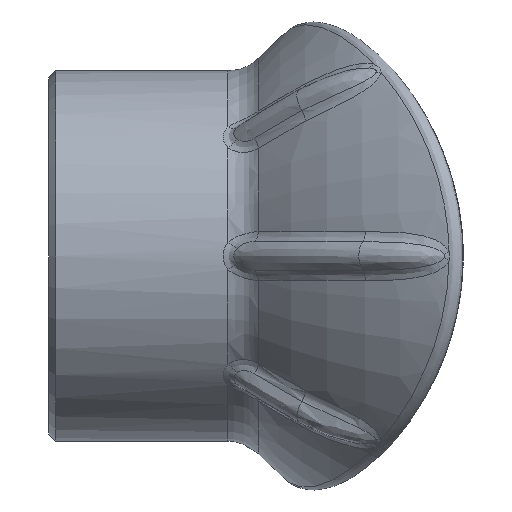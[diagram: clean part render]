
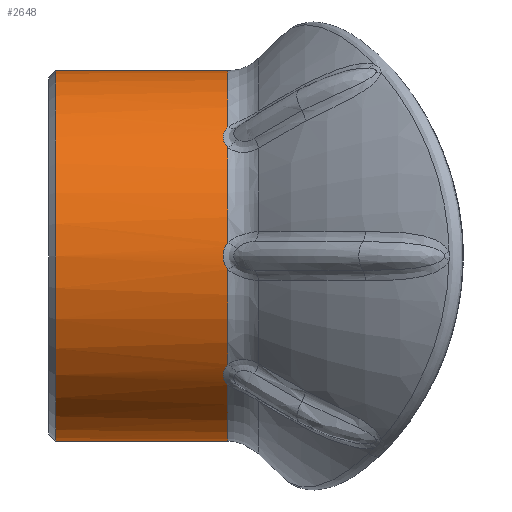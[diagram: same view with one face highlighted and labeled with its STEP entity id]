
A CAD part, front view. The second image highlights one B-rep face of the part: STEP entity #2648.
In plain terms, the highlighted cylindrical face has radius 16.6 mm (diameter 33.2 mm), a partial arc.
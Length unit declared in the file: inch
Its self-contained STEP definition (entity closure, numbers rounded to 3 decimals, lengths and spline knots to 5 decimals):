
#50 = EDGE_CURVE ( 'NONE', #4707, #3387, #238, .T. ) ;
#229 = CARTESIAN_POINT ( 'NONE',  ( 0.26682, -0.51145, -0.40689 ) ) ;
#238 = B_SPLINE_CURVE_WITH_KNOTS ( 'NONE', 3,
 ( #5213, #1847, #4656, #1720, #5901, #2421, #6595, #300, #7996, #3127, #8696, #3831 ),
 .UNSPECIFIED., .F., .F.,
 ( 4, 2, 2, 2, 2, 4 ),
 ( 0., 0.00066, 0.00099, 0.00132, 0.00198, 0.00264 ),
 .UNSPECIFIED. ) ;
#300 = CARTESIAN_POINT ( 'NONE',  ( 0.26489, -0.49502, 0.42678 ) ) ;
#543 = CARTESIAN_POINT ( 'NONE',  ( 0.2725, -0.65273, 0.03353 ) ) ;
#819 = LINE ( 'NONE', #4288, #7803 ) ;
#822 = DIRECTION ( 'NONE',  ( -1., 0., 0. ) ) ;
#934 = CARTESIAN_POINT ( 'NONE',  ( 0.27242, -0.52147, -0.39402 ) ) ;
#944 = DIRECTION ( 'NONE',  ( -1., 0., 0. ) ) ;
#973 = CARTESIAN_POINT ( 'NONE',  ( 0.28199, 0., 0. ) ) ;
#1067 = B_SPLINE_CURVE_WITH_KNOTS ( 'NONE', 3,
 ( #2318, #7191, #3022, #7887, #3726, #8595, #4426, #229, #5138, #934, #5827, #1648 ),
 .UNSPECIFIED., .F., .F.,
 ( 4, 2, 2, 2, 2, 4 ),
 ( 0., 0.00065, 0.00131, 0.00164, 0.00196, 0.00262 ),
 .UNSPECIFIED. ) ;
#1253 = CARTESIAN_POINT ( 'NONE',  ( 0.28199, -0.65178, 0.04792 ) ) ;
#1370 = CIRCLE ( 'NONE', #6654, 0.65354 ) ;
#1437 = ORIENTED_EDGE ( 'NONE', *, *, #2683, .T. ) ;
#1582 = CARTESIAN_POINT ( 'NONE',  ( -0.325, 0., -0.65354 ) ) ;
#1593 = CYLINDRICAL_SURFACE ( 'NONE', #7372, 0.65354 ) ;
#1648 = CARTESIAN_POINT ( 'NONE',  ( 0.28199, -0.5301, -0.38225 ) ) ;
#1682 = DIRECTION ( 'NONE',  ( 0., 1., 0. ) ) ;
#1720 = CARTESIAN_POINT ( 'NONE',  ( 0.26796, -0.51402, 0.40364 ) ) ;
#1806 = EDGE_CURVE ( 'NONE', #2766, #2504, #819, .T. ) ;
#1807 = FACE_OUTER_BOUND ( 'NONE', #4040, .T. ) ;
#1828 = VERTEX_POINT ( 'NONE', #6409 ) ;
#1847 = CARTESIAN_POINT ( 'NONE',  ( 0.27675, -0.52603, 0.3879 ) ) ;
#1894 = VECTOR ( 'NONE', #2518, 39.37008 ) ;
#1931 = VERTEX_POINT ( 'NONE', #2458 ) ;
#2013 = CARTESIAN_POINT ( 'NONE',  ( -0.325, 0., 0. ) ) ;
#2277 = AXIS2_PLACEMENT_3D ( 'NONE', #2013, #6888, #2710 ) ;
#2278 = DIRECTION ( 'NONE',  ( -1., 0., 0. ) ) ;
#2318 = CARTESIAN_POINT ( 'NONE',  ( 0.28199, -0.46849, -0.45567 ) ) ;
#2421 = CARTESIAN_POINT ( 'NONE',  ( 0.26527, -0.50613, 0.41349 ) ) ;
#2458 = CARTESIAN_POINT ( 'NONE',  ( 0.28199, -0.65178, 0.04792 ) ) ;
#2504 = VERTEX_POINT ( 'NONE', #5811 ) ;
#2518 = DIRECTION ( 'NONE',  ( -1., 0., 0. ) ) ;
#2622 = CARTESIAN_POINT ( 'NONE',  ( 0.27242, -0.65274, -0.03336 ) ) ;
#2648 = ADVANCED_FACE ( 'NONE', ( #1807 ), #1593, .T. ) ;
#2683 = EDGE_CURVE ( 'NONE', #5762, #6974, #3460, .T. ) ;
#2710 = DIRECTION ( 'NONE',  ( 0., 0., -1. ) ) ;
#2732 = VERTEX_POINT ( 'NONE', #3060 ) ;
#2766 = VERTEX_POINT ( 'NONE', #6557 ) ;
#3022 = CARTESIAN_POINT ( 'NONE',  ( 0.2725, -0.47847, -0.44525 ) ) ;
#3060 = CARTESIAN_POINT ( 'NONE',  ( 0.28199, -0.65178, -0.04792 ) ) ;
#3122 = ORIENTED_EDGE ( 'NONE', *, *, #50, .T. ) ;
#3127 = CARTESIAN_POINT ( 'NONE',  ( 0.2725, -0.47847, 0.44525 ) ) ;
#3239 = EDGE_CURVE ( 'NONE', #6974, #1828, #1067, .T. ) ;
#3302 = DIRECTION ( 'NONE',  ( -1., 0., 0. ) ) ;
#3337 = CARTESIAN_POINT ( 'NONE',  ( 0.26682, -0.65333, -0.01706 ) ) ;
#3369 = DIRECTION ( 'NONE',  ( -1., 0., 0. ) ) ;
#3387 = VERTEX_POINT ( 'NONE', #6733 ) ;
#3413 = CIRCLE ( 'NONE', #2277, 0.65354 ) ;
#3460 = CIRCLE ( 'NONE', #6915, 0.65354 ) ;
#3726 = CARTESIAN_POINT ( 'NONE',  ( 0.26489, -0.49502, -0.42678 ) ) ;
#3753 = LINE ( 'NONE', #4633, #1894 ) ;
#3831 = CARTESIAN_POINT ( 'NONE',  ( 0.28199, -0.46849, 0.45567 ) ) ;
#4027 = CARTESIAN_POINT ( 'NONE',  ( 0.26487, -0.65354, -0.0042 ) ) ;
#4040 = EDGE_LOOP ( 'NONE', ( #6446, #1437, #6303, #5928, #8957, #4919, #3122, #5116, #8285, #5522 ) ) ;
#4271 = EDGE_CURVE ( 'NONE', #1828, #2732, #1370, .T. ) ;
#4288 = CARTESIAN_POINT ( 'NONE',  ( 0., 0., 0.65354 ) ) ;
#4426 = CARTESIAN_POINT ( 'NONE',  ( 0.26527, -0.50613, -0.41349 ) ) ;
#4438 = EDGE_CURVE ( 'NONE', #2732, #1931, #5001, .T. ) ;
#4440 = EDGE_CURVE ( 'NONE', #3387, #2766, #5088, .T. ) ;
#4633 = CARTESIAN_POINT ( 'NONE',  ( 0., 0., -0.65354 ) ) ;
#4656 = CARTESIAN_POINT ( 'NONE',  ( 0.27242, -0.52147, 0.39402 ) ) ;
#4707 = VERTEX_POINT ( 'NONE', #8647 ) ;
#4709 = CARTESIAN_POINT ( 'NONE',  ( 0.28199, -0.65178, -0.04792 ) ) ;
#4738 = EDGE_CURVE ( 'NONE', #2504, #5150, #3413, .T. ) ;
#4741 = CARTESIAN_POINT ( 'NONE',  ( 0.26649, -0.65337, 0.01726 ) ) ;
#4919 = ORIENTED_EDGE ( 'NONE', *, *, #5096, .T. ) ;
#5001 = B_SPLINE_CURVE_WITH_KNOTS ( 'NONE', 3,
 ( #4709, #5352, #2622, #7494, #3337, #8205, #4027, #8900, #4741, #543, #5444, #1253 ),
 .UNSPECIFIED., .F., .F.,
 ( 4, 2, 2, 2, 2, 4 ),
 ( 0., 0.00066, 0.00099, 0.00132, 0.00198, 0.00264 ),
 .UNSPECIFIED. ) ;
#5088 = CIRCLE ( 'NONE', #8529, 0.65354 ) ;
#5096 = EDGE_CURVE ( 'NONE', #1931, #4707, #8736, .T. ) ;
#5116 = ORIENTED_EDGE ( 'NONE', *, *, #4440, .T. ) ;
#5138 = CARTESIAN_POINT ( 'NONE',  ( 0.26796, -0.51402, -0.40364 ) ) ;
#5146 = CARTESIAN_POINT ( 'NONE',  ( 0., 0., 0. ) ) ;
#5150 = VERTEX_POINT ( 'NONE', #1582 ) ;
#5213 = CARTESIAN_POINT ( 'NONE',  ( 0.28199, -0.5301, 0.38225 ) ) ;
#5352 = CARTESIAN_POINT ( 'NONE',  ( 0.27675, -0.65229, -0.04098 ) ) ;
#5444 = CARTESIAN_POINT ( 'NONE',  ( 0.27676, -0.65229, 0.04099 ) ) ;
#5522 = ORIENTED_EDGE ( 'NONE', *, *, #4738, .T. ) ;
#5681 = EDGE_CURVE ( 'NONE', #5762, #5150, #3753, .T. ) ;
#5762 = VERTEX_POINT ( 'NONE', #7417 ) ;
#5811 = CARTESIAN_POINT ( 'NONE',  ( -0.325, 0., 0.65354 ) ) ;
#5827 = CARTESIAN_POINT ( 'NONE',  ( 0.27675, -0.52603, -0.3879 ) ) ;
#5865 = DIRECTION ( 'NONE',  ( -1., 0., 0. ) ) ;
#5901 = CARTESIAN_POINT ( 'NONE',  ( 0.26682, -0.51145, 0.40689 ) ) ;
#5928 = ORIENTED_EDGE ( 'NONE', *, *, #4271, .T. ) ;
#6303 = ORIENTED_EDGE ( 'NONE', *, *, #3239, .T. ) ;
#6409 = CARTESIAN_POINT ( 'NONE',  ( 0.28199, -0.5301, -0.38225 ) ) ;
#6446 = ORIENTED_EDGE ( 'NONE', *, *, #5681, .F. ) ;
#6451 = CARTESIAN_POINT ( 'NONE',  ( 0.28199, 0., 0. ) ) ;
#6557 = CARTESIAN_POINT ( 'NONE',  ( 0.28199, 0., 0.65354 ) ) ;
#6595 = CARTESIAN_POINT ( 'NONE',  ( 0.26487, -0.50335, 0.41687 ) ) ;
#6654 = AXIS2_PLACEMENT_3D ( 'NONE', #7460, #3302, #8171 ) ;
#6733 = CARTESIAN_POINT ( 'NONE',  ( 0.28199, -0.46849, 0.45567 ) ) ;
#6888 = DIRECTION ( 'NONE',  ( 1., 0., 0. ) ) ;
#6915 = AXIS2_PLACEMENT_3D ( 'NONE', #973, #5865, #1682 ) ;
#6974 = VERTEX_POINT ( 'NONE', #7920 ) ;
#7155 = DIRECTION ( 'NONE',  ( 0., 1., 0. ) ) ;
#7191 = CARTESIAN_POINT ( 'NONE',  ( 0.27676, -0.47334, -0.45068 ) ) ;
#7201 = DIRECTION ( 'NONE',  ( 0., 0., 1. ) ) ;
#7372 = AXIS2_PLACEMENT_3D ( 'NONE', #5146, #944, #7201 ) ;
#7417 = CARTESIAN_POINT ( 'NONE',  ( 0.28199, 0., -0.65354 ) ) ;
#7460 = CARTESIAN_POINT ( 'NONE',  ( 0.28199, 0., 0. ) ) ;
#7494 = CARTESIAN_POINT ( 'NONE',  ( 0.26796, -0.65321, -0.0212 ) ) ;
#7526 = CARTESIAN_POINT ( 'NONE',  ( 0.28199, 0., 0. ) ) ;
#7803 = VECTOR ( 'NONE', #822, 39.37008 ) ;
#7887 = CARTESIAN_POINT ( 'NONE',  ( 0.26649, -0.48941, -0.4332 ) ) ;
#7920 = CARTESIAN_POINT ( 'NONE',  ( 0.28199, -0.46849, -0.45567 ) ) ;
#7996 = CARTESIAN_POINT ( 'NONE',  ( 0.26649, -0.48941, 0.4332 ) ) ;
#8171 = DIRECTION ( 'NONE',  ( 0., 1., 0. ) ) ;
#8205 = CARTESIAN_POINT ( 'NONE',  ( 0.26527, -0.6535, -0.00858 ) ) ;
#8233 = DIRECTION ( 'NONE',  ( 0., 1., 0. ) ) ;
#8285 = ORIENTED_EDGE ( 'NONE', *, *, #1806, .T. ) ;
#8529 = AXIS2_PLACEMENT_3D ( 'NONE', #7526, #3369, #8233 ) ;
#8595 = CARTESIAN_POINT ( 'NONE',  ( 0.26487, -0.50335, -0.41687 ) ) ;
#8647 = CARTESIAN_POINT ( 'NONE',  ( 0.28199, -0.5301, 0.38225 ) ) ;
#8696 = CARTESIAN_POINT ( 'NONE',  ( 0.27676, -0.47334, 0.45068 ) ) ;
#8736 = CIRCLE ( 'NONE', #8813, 0.65354 ) ;
#8813 = AXIS2_PLACEMENT_3D ( 'NONE', #6451, #2278, #7155 ) ;
#8900 = CARTESIAN_POINT ( 'NONE',  ( 0.26489, -0.65354, 0.00874 ) ) ;
#8957 = ORIENTED_EDGE ( 'NONE', *, *, #4438, .T. ) ;
